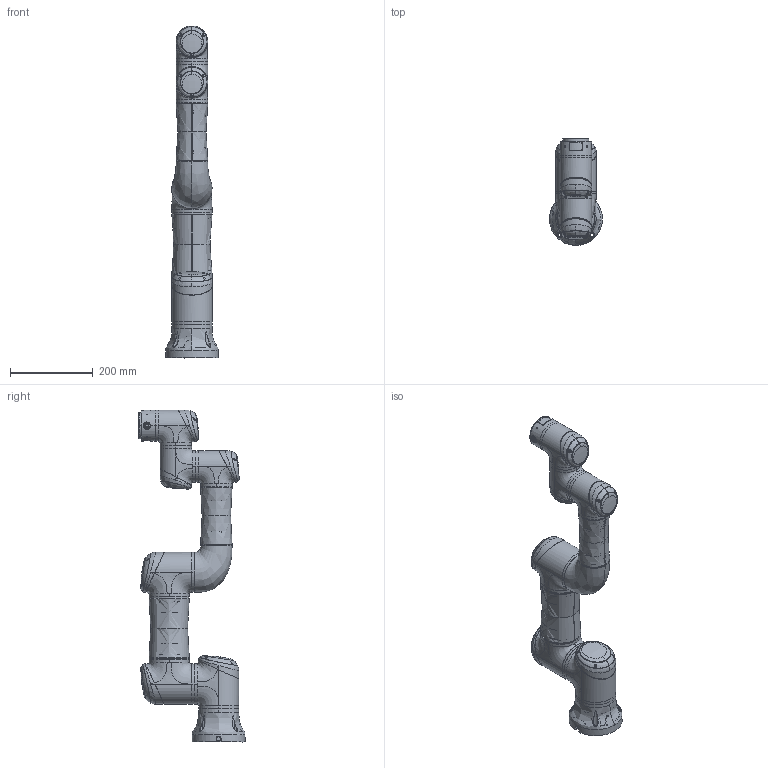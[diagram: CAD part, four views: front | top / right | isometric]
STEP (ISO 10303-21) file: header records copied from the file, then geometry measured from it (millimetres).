
FILE_DESCRIPTION (( 'STEP AP214' ), '1' );
FILE_NAME ('EC63.STEP', '2021-04-30T05:55:57', ( '' ), ( '' ), 'SwSTEP 2.0', 'SolidWorks 2017', '' );
FILE_SCHEMA (( 'AUTOMOTIVE_DESIGN' ));
Length unit declared in the file: millimetre
Products named in the file (8): EC63-L2A_L2B_J4; EC63-J6; EC63-J1; EC63-Flange; EC63-J5; EC63-J2_Link1_J3; EC63-Base; EC63
Assembly tree (7 placements, depth 2):
  EC63
    EC63-Base
    EC63-J1
    EC63-J2_Link1_J3
    EC63-L2A_L2B_J4
    EC63-J5
    EC63-J6
    EC63-Flange
Bounding box: 127.7 x 256.34 x 802 mm (x, y, z)
Volume: 6680276.7 mm3; surface area: 853070.1 mm2
Topology: 29 solids, 39 shells, 2227 faces, 5706 edges, 3586 vertices
Faces by surface type: bspline 976, plane 566, cylinder 498, torus 94, cone 93
Entity records: 378194 total; most frequent: CARTESIAN_POINT 310496, ORIENTED_EDGE 11340, DIRECTION 5712, EDGE_CURVE 5670, VERTEX_POINT 3584, B_SPLINE_CURVE_WITH_KNOTS 3354, EDGE_LOOP 2404, AXIS2_PLACEMENT_3D 2266
